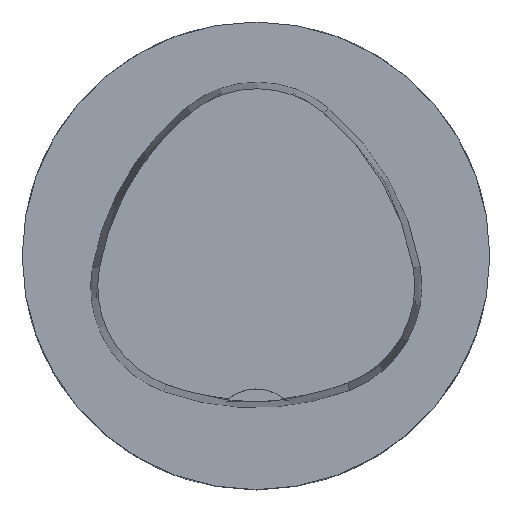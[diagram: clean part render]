
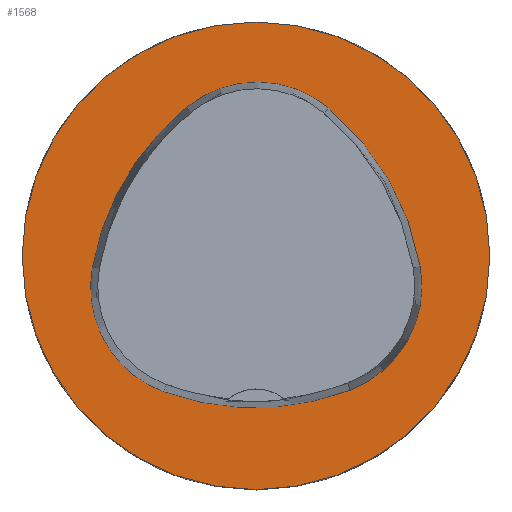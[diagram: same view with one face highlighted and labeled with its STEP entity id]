
A CAD part, top view. The second image highlights one B-rep face of the part: STEP entity #1568.
In plain terms, the highlighted planar face has unit normal (0, 0, 1).
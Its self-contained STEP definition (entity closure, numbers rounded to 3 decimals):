
#1459=FACE_BOUND('',#2506,.T.);
#1460=FACE_BOUND('',#2507,.T.);
#1568=ADVANCED_FACE('',(#1459,#1460),#1911,.T.);
#1911=PLANE('',#6519);
#2506=EDGE_LOOP('',(#2942,#2943,#2944,#2945,#2946,#2947));
#2507=EDGE_LOOP('',(#2948));
#2942=ORIENTED_EDGE('',*,*,#5360,.T.);
#2943=ORIENTED_EDGE('',*,*,#5358,.T.);
#2944=ORIENTED_EDGE('',*,*,#5356,.T.);
#2945=ORIENTED_EDGE('',*,*,#5354,.T.);
#2946=ORIENTED_EDGE('',*,*,#5352,.T.);
#2947=ORIENTED_EDGE('',*,*,#5350,.T.);
#2948=ORIENTED_EDGE('',*,*,#5361,.F.);
#4730=VERTEX_POINT('',#8899);
#4731=VERTEX_POINT('',#8901);
#4732=VERTEX_POINT('',#8905);
#4733=VERTEX_POINT('',#8909);
#4734=VERTEX_POINT('',#8913);
#4735=VERTEX_POINT('',#8917);
#4736=VERTEX_POINT('',#8923);
#5350=EDGE_CURVE('',#4731,#4730,#6259,.T.);
#5352=EDGE_CURVE('',#4732,#4731,#6260,.T.);
#5354=EDGE_CURVE('',#4733,#4732,#6261,.T.);
#5356=EDGE_CURVE('',#4734,#4733,#6262,.T.);
#5358=EDGE_CURVE('',#4735,#4734,#6263,.T.);
#5360=EDGE_CURVE('',#4730,#4735,#6264,.T.);
#5361=EDGE_CURVE('',#4736,#4736,#6265,.T.);
#6259=CIRCLE('',#6506,36.);
#6260=CIRCLE('',#6508,15.);
#6261=CIRCLE('',#6510,36.);
#6262=CIRCLE('',#6512,15.);
#6263=CIRCLE('',#6514,36.);
#6264=CIRCLE('',#6516,15.);
#6265=CIRCLE('',#6518,31.5);
#6506=AXIS2_PLACEMENT_3D('',#8900,#7108,#7109);
#6508=AXIS2_PLACEMENT_3D('',#8904,#7113,#7114);
#6510=AXIS2_PLACEMENT_3D('',#8908,#7118,#7119);
#6512=AXIS2_PLACEMENT_3D('',#8912,#7123,#7124);
#6514=AXIS2_PLACEMENT_3D('',#8916,#7128,#7129);
#6516=AXIS2_PLACEMENT_3D('',#8920,#7133,#7134);
#6518=AXIS2_PLACEMENT_3D('',#8922,#7137,#7138);
#6519=AXIS2_PLACEMENT_3D('',#8924,#7139,#7140);
#7108=DIRECTION('',(0.,0.,-1.));
#7109=DIRECTION('',(-1.,0.,0.));
#7113=DIRECTION('',(0.,0.,-1.));
#7114=DIRECTION('',(-1.,0.,0.));
#7118=DIRECTION('',(0.,0.,-1.));
#7119=DIRECTION('',(-1.,0.,0.));
#7123=DIRECTION('',(0.,0.,-1.));
#7124=DIRECTION('',(-1.,0.,0.));
#7128=DIRECTION('',(0.,0.,-1.));
#7129=DIRECTION('',(-1.,0.,0.));
#7133=DIRECTION('',(0.,0.,-1.));
#7134=DIRECTION('',(-1.,0.,0.));
#7137=DIRECTION('',(0.,0.,-1.));
#7138=DIRECTION('',(1.,0.,0.));
#7139=DIRECTION('',(0.,0.,1.));
#7140=DIRECTION('',(1.,0.,0.));
#8899=CARTESIAN_POINT('',(-12.373,-18.307,0.));
#8900=CARTESIAN_POINT('',(-0.137,15.55,0.));
#8901=CARTESIAN_POINT('',(12.693,-18.087,0.));
#8904=CARTESIAN_POINT('',(7.347,-4.071,0.));
#8905=CARTESIAN_POINT('',(22.122,-1.48,0.));
#8908=CARTESIAN_POINT('',(-13.337,-7.7,0.));
#8909=CARTESIAN_POINT('',(9.779,19.898,0.));
#8912=CARTESIAN_POINT('',(0.148,8.399,0.));
#8913=CARTESIAN_POINT('',(-9.317,20.036,0.));
#8916=CARTESIAN_POINT('',(13.398,-7.893,0.));
#8917=CARTESIAN_POINT('',(-22.041,-1.562,0.));
#8920=CARTESIAN_POINT('',(-7.275,-4.2,0.));
#8922=CARTESIAN_POINT('',(0.,0.,0.));
#8923=CARTESIAN_POINT('',(31.5,0.,0.));
#8924=CARTESIAN_POINT('',(0.,0.,0.));
